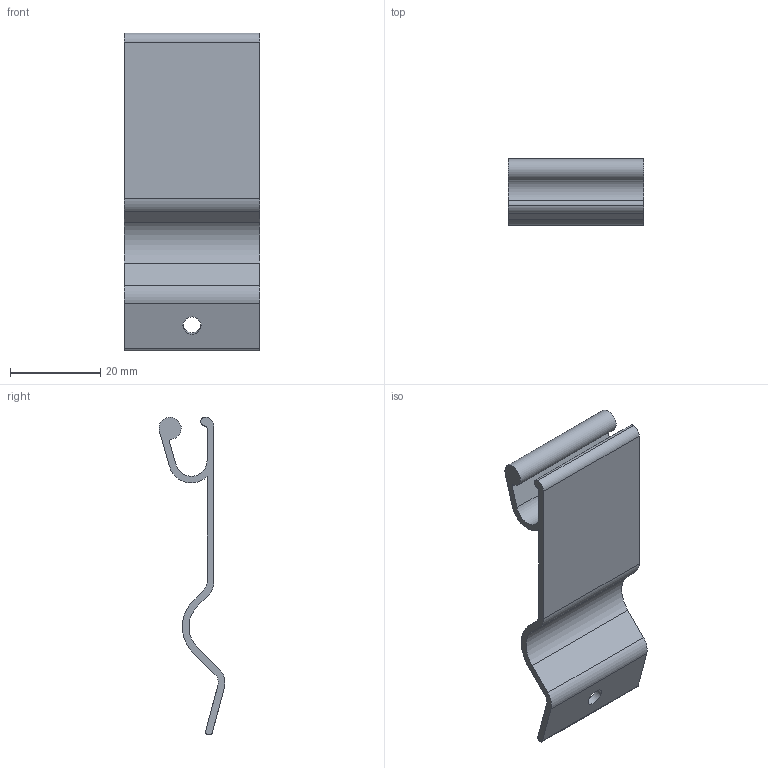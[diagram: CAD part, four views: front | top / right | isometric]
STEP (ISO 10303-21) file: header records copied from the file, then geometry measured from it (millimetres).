
FILE_DESCRIPTION(/* description */ ('Pince rail/bandeau 30mm'),/* implementation_level */ '2;1');
FILE_NAME(/* name */ '21854.stp',/* time_stamp */ '2019-08-13T09:37:54+02:00',/* author */ ('Didierr'),/* organization */ (''),/* preprocessor_version */ 'ST-DEVELOPER v17.2',/* originating_system */ 'Autodesk Inventor 2019',/* authorisation */ '');
FILE_SCHEMA (('AUTOMOTIVE_DESIGN { 1 0 10303 214 3 1 1 }'));
Length unit declared in the file: millimetre
Products named in the file (1): 21854
Bounding box: 30 x 14.63 x 70.49 mm (x, y, z)
Volume: 4719.8 mm3; surface area: 6228.8 mm2
Topology: 1 solids, 1 shells, 28 faces, 78 edges, 52 vertices
Faces by surface type: cylinder 15, plane 13
Full cylindrical faces by diameter (mm): 4 x1
Entity records: 984 total; most frequent: DIRECTION 166, CARTESIAN_POINT 159, ORIENTED_EDGE 156, EDGE_CURVE 78, AXIS2_PLACEMENT_3D 59, VERTEX_POINT 52, LINE 48, VECTOR 48
